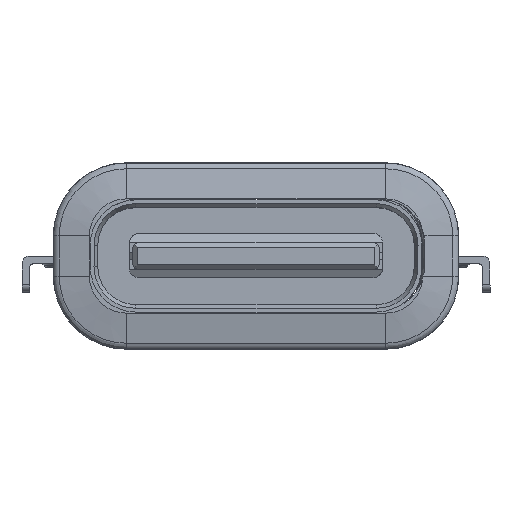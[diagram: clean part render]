
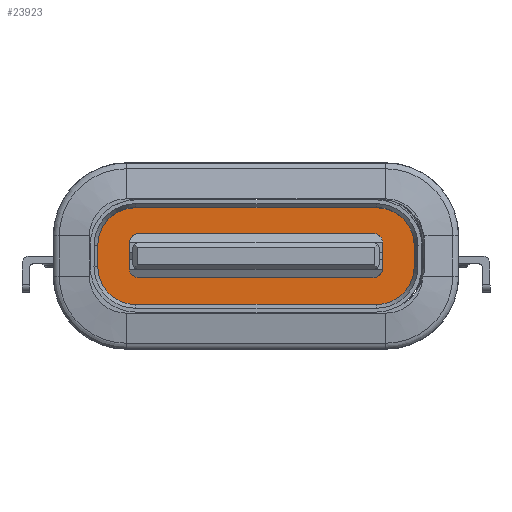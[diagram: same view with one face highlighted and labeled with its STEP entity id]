
A CAD part, top view. The second image highlights one B-rep face of the part: STEP entity #23923.
In plain terms, the highlighted planar face has unit normal (0, 0, 1).
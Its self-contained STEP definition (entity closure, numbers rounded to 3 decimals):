
#76 = FACE_BOUND ( 'NONE', #11936, .T. ) ;
#278 = CARTESIAN_POINT ( 'NONE',  ( -4.175, -0.28, -4.7 ) ) ;
#651 = AXIS2_PLACEMENT_3D ( 'NONE', #24438, #5165, #13770 ) ;
#711 = VECTOR ( 'NONE', #19885, 1000. ) ;
#843 = EDGE_CURVE ( 'NONE', #27756, #5212, #24147, .T. ) ;
#882 = CARTESIAN_POINT ( 'NONE',  ( 3.08, -0.566, -4.7 ) ) ;
#1030 = CARTESIAN_POINT ( 'NONE',  ( -3.08, -0.296, -4.7 ) ) ;
#1038 = VERTEX_POINT ( 'NONE', #25778 ) ;
#1221 = CARTESIAN_POINT ( 'NONE',  ( 4.175, 0.28, -4.7 ) ) ;
#1632 = CARTESIAN_POINT ( 'NONE',  ( 3.175, 0.28, -4.7 ) ) ;
#1865 = EDGE_CURVE ( 'NONE', #9519, #1038, #21636, .T. ) ;
#2024 = VERTEX_POINT ( 'NONE', #3299 ) ;
#2197 = PLANE ( 'NONE',  #21015 ) ;
#2537 = DIRECTION ( 'NONE',  ( 1., 0., 0. ) ) ;
#2845 = DIRECTION ( 'NONE',  ( 0., -1., 0. ) ) ;
#2920 = CIRCLE ( 'NONE', #651, 0.27 ) ;
#2952 = EDGE_CURVE ( 'NONE', #9677, #24363, #17166, .T. ) ;
#2995 = DIRECTION ( 'NONE',  ( 0., 0., 1. ) ) ;
#3120 = CARTESIAN_POINT ( 'NONE',  ( -3.08, 0.6, -4.7 ) ) ;
#3299 = CARTESIAN_POINT ( 'NONE',  ( -3.175, 1.28, -4.7 ) ) ;
#3323 = VERTEX_POINT ( 'NONE', #13488 ) ;
#3334 = LINE ( 'NONE', #1221, #17071 ) ;
#3874 = DIRECTION ( 'NONE',  ( 0., 0., 1. ) ) ;
#4173 = VERTEX_POINT ( 'NONE', #9091 ) ;
#4285 = CARTESIAN_POINT ( 'NONE',  ( 3.175, 1.28, -4.7 ) ) ;
#4586 = CARTESIAN_POINT ( 'NONE',  ( -3.08, 0.33, -4.7 ) ) ;
#4655 = VECTOR ( 'NONE', #22264, 1000. ) ;
#4799 = ORIENTED_EDGE ( 'NONE', *, *, #13654, .F. ) ;
#4827 = EDGE_CURVE ( 'NONE', #14925, #27756, #19743, .T. ) ;
#5165 = DIRECTION ( 'NONE',  ( 0., 0., -1. ) ) ;
#5212 = VERTEX_POINT ( 'NONE', #23076 ) ;
#5283 = AXIS2_PLACEMENT_3D ( 'NONE', #4586, #17681, #13183 ) ;
#5451 = DIRECTION ( 'NONE',  ( 1., 0., 0. ) ) ;
#5683 = ORIENTED_EDGE ( 'NONE', *, *, #19679, .T. ) ;
#5731 = ORIENTED_EDGE ( 'NONE', *, *, #843, .T. ) ;
#6381 = DIRECTION ( 'NONE',  ( 0., 1., 0. ) ) ;
#6735 = VECTOR ( 'NONE', #25856, 1000. ) ;
#6740 = VERTEX_POINT ( 'NONE', #4285 ) ;
#6741 = CARTESIAN_POINT ( 'NONE',  ( 3.35, -0.296, -4.7 ) ) ;
#6974 = DIRECTION ( 'NONE',  ( 0., 1., 0. ) ) ;
#7009 = AXIS2_PLACEMENT_3D ( 'NONE', #7223, #2995, #2845 ) ;
#7145 = CARTESIAN_POINT ( 'NONE',  ( -3.08, 0.6, -4.7 ) ) ;
#7223 = CARTESIAN_POINT ( 'NONE',  ( 3.175, -0.28, -4.7 ) ) ;
#7512 = DIRECTION ( 'NONE',  ( 0., -1., 0. ) ) ;
#7705 = VERTEX_POINT ( 'NONE', #7145 ) ;
#7958 = VERTEX_POINT ( 'NONE', #882 ) ;
#8015 = AXIS2_PLACEMENT_3D ( 'NONE', #1030, #18226, #7512 ) ;
#8205 = DIRECTION ( 'NONE',  ( 0., 0., -1. ) ) ;
#8294 = VECTOR ( 'NONE', #2537, 1000. ) ;
#8511 = DIRECTION ( 'NONE',  ( 0., 0., 1. ) ) ;
#8820 = CARTESIAN_POINT ( 'NONE',  ( -3.35, -0.296, -4.7 ) ) ;
#8925 = DIRECTION ( 'NONE',  ( -1., 0., 0. ) ) ;
#9091 = CARTESIAN_POINT ( 'NONE',  ( 3.175, -1.28, -4.7 ) ) ;
#9151 = CARTESIAN_POINT ( 'NONE',  ( -3.175, 1.28, -4.7 ) ) ;
#9164 = CIRCLE ( 'NONE', #20881, 1. ) ;
#9354 = EDGE_CURVE ( 'NONE', #4173, #3323, #23194, .T. ) ;
#9519 = VERTEX_POINT ( 'NONE', #19741 ) ;
#9677 = VERTEX_POINT ( 'NONE', #27109 ) ;
#9821 = EDGE_CURVE ( 'NONE', #5212, #7705, #17418, .T. ) ;
#10411 = ORIENTED_EDGE ( 'NONE', *, *, #1865, .T. ) ;
#10504 = EDGE_CURVE ( 'NONE', #2024, #6740, #11293, .T. ) ;
#10656 = EDGE_CURVE ( 'NONE', #2024, #20313, #14211, .T. ) ;
#10914 = CARTESIAN_POINT ( 'NONE',  ( -3.175, -0.28, -4.7 ) ) ;
#11293 = LINE ( 'NONE', #9151, #8294 ) ;
#11443 = ORIENTED_EDGE ( 'NONE', *, *, #9354, .T. ) ;
#11602 = EDGE_CURVE ( 'NONE', #7705, #24260, #22387, .T. ) ;
#11625 = VECTOR ( 'NONE', #5451, 1000. ) ;
#11647 = ORIENTED_EDGE ( 'NONE', *, *, #4827, .T. ) ;
#11936 = EDGE_LOOP ( 'NONE', ( #19844, #15246, #27538, #27431, #22411, #17758, #11647, #5731 ) ) ;
#12254 = CARTESIAN_POINT ( 'NONE',  ( -3.175, 0.28, -4.7 ) ) ;
#12620 = DIRECTION ( 'NONE',  ( 1., 0., 0. ) ) ;
#12901 = EDGE_CURVE ( 'NONE', #14925, #7958, #20365, .T. ) ;
#13016 = ORIENTED_EDGE ( 'NONE', *, *, #10504, .F. ) ;
#13091 = DIRECTION ( 'NONE',  ( 0., 1., 0. ) ) ;
#13183 = DIRECTION ( 'NONE',  ( -1., 0., 0. ) ) ;
#13488 = CARTESIAN_POINT ( 'NONE',  ( 4.175, -0.28, -4.7 ) ) ;
#13654 = EDGE_CURVE ( 'NONE', #21694, #3323, #3334, .T. ) ;
#13770 = DIRECTION ( 'NONE',  ( 1., 0., 0. ) ) ;
#13916 = DIRECTION ( 'NONE',  ( 0., -1., 0. ) ) ;
#13973 = DIRECTION ( 'NONE',  ( 0., 0., 1. ) ) ;
#14211 = CIRCLE ( 'NONE', #14657, 1. ) ;
#14657 = AXIS2_PLACEMENT_3D ( 'NONE', #12254, #13973, #16471 ) ;
#14864 = EDGE_LOOP ( 'NONE', ( #5683, #13016, #24054, #23824, #10411, #23378, #11443, #4799 ) ) ;
#14925 = VERTEX_POINT ( 'NONE', #22006 ) ;
#15246 = ORIENTED_EDGE ( 'NONE', *, *, #11602, .T. ) ;
#15388 = CARTESIAN_POINT ( 'NONE',  ( 3.175, -1.28, -4.7 ) ) ;
#15704 = DIRECTION ( 'NONE',  ( 0., 0., 1. ) ) ;
#16308 = CARTESIAN_POINT ( 'NONE',  ( 3.08, 0.6, -4.7 ) ) ;
#16471 = DIRECTION ( 'NONE',  ( 0., 1., 0. ) ) ;
#17071 = VECTOR ( 'NONE', #13916, 1000. ) ;
#17166 = LINE ( 'NONE', #6741, #23287 ) ;
#17398 = CARTESIAN_POINT ( 'NONE',  ( -4.175, 0.28, -4.7 ) ) ;
#17418 = CIRCLE ( 'NONE', #5283, 0.27 ) ;
#17681 = DIRECTION ( 'NONE',  ( 0., 0., -1. ) ) ;
#17758 = ORIENTED_EDGE ( 'NONE', *, *, #12901, .F. ) ;
#18226 = DIRECTION ( 'NONE',  ( 0., 0., -1. ) ) ;
#18772 = EDGE_CURVE ( 'NONE', #24260, #24363, #25303, .T. ) ;
#18956 = CARTESIAN_POINT ( 'NONE',  ( 3.08, 0.33, -4.7 ) ) ;
#19679 = EDGE_CURVE ( 'NONE', #21694, #6740, #9164, .T. ) ;
#19741 = CARTESIAN_POINT ( 'NONE',  ( -4.175, -0.28, -4.7 ) ) ;
#19743 = CIRCLE ( 'NONE', #8015, 0.27 ) ;
#19844 = ORIENTED_EDGE ( 'NONE', *, *, #9821, .T. ) ;
#19885 = DIRECTION ( 'NONE',  ( 1., 0., 0. ) ) ;
#20091 = EDGE_CURVE ( 'NONE', #9677, #7958, #2920, .T. ) ;
#20313 = VERTEX_POINT ( 'NONE', #17398 ) ;
#20365 = LINE ( 'NONE', #26789, #11625 ) ;
#20783 = DIRECTION ( 'NONE',  ( 1., 0., 0. ) ) ;
#20881 = AXIS2_PLACEMENT_3D ( 'NONE', #1632, #3874, #20783 ) ;
#21015 = AXIS2_PLACEMENT_3D ( 'NONE', #23862, #8511, #12620 ) ;
#21636 = CIRCLE ( 'NONE', #23431, 1. ) ;
#21694 = VERTEX_POINT ( 'NONE', #23936 ) ;
#22006 = CARTESIAN_POINT ( 'NONE',  ( -3.08, -0.566, -4.7 ) ) ;
#22264 = DIRECTION ( 'NONE',  ( -1., 0., 0. ) ) ;
#22387 = LINE ( 'NONE', #3120, #711 ) ;
#22411 = ORIENTED_EDGE ( 'NONE', *, *, #20091, .T. ) ;
#23076 = CARTESIAN_POINT ( 'NONE',  ( -3.35, 0.33, -4.7 ) ) ;
#23194 = CIRCLE ( 'NONE', #7009, 1. ) ;
#23286 = FACE_OUTER_BOUND ( 'NONE', #14864, .T. ) ;
#23287 = VECTOR ( 'NONE', #13091, 1000. ) ;
#23378 = ORIENTED_EDGE ( 'NONE', *, *, #25032, .F. ) ;
#23431 = AXIS2_PLACEMENT_3D ( 'NONE', #10914, #15704, #8925 ) ;
#23625 = LINE ( 'NONE', #278, #6735 ) ;
#23824 = ORIENTED_EDGE ( 'NONE', *, *, #26598, .F. ) ;
#23862 = CARTESIAN_POINT ( 'NONE',  ( 0., 0., -4.7 ) ) ;
#23880 = CARTESIAN_POINT ( 'NONE',  ( -3.35, -0.296, -4.7 ) ) ;
#23923 = ADVANCED_FACE ( 'NONE', ( #76, #23286 ), #2197, .T. ) ;
#23936 = CARTESIAN_POINT ( 'NONE',  ( 4.175, 0.28, -4.7 ) ) ;
#24054 = ORIENTED_EDGE ( 'NONE', *, *, #10656, .T. ) ;
#24147 = LINE ( 'NONE', #23880, #26021 ) ;
#24234 = LINE ( 'NONE', #15388, #4655 ) ;
#24260 = VERTEX_POINT ( 'NONE', #16308 ) ;
#24363 = VERTEX_POINT ( 'NONE', #27660 ) ;
#24438 = CARTESIAN_POINT ( 'NONE',  ( 3.08, -0.296, -4.7 ) ) ;
#25032 = EDGE_CURVE ( 'NONE', #4173, #1038, #24234, .T. ) ;
#25285 = AXIS2_PLACEMENT_3D ( 'NONE', #18956, #8205, #6381 ) ;
#25303 = CIRCLE ( 'NONE', #25285, 0.27 ) ;
#25778 = CARTESIAN_POINT ( 'NONE',  ( -3.175, -1.28, -4.7 ) ) ;
#25856 = DIRECTION ( 'NONE',  ( 0., 1., 0. ) ) ;
#26021 = VECTOR ( 'NONE', #6974, 1000. ) ;
#26598 = EDGE_CURVE ( 'NONE', #9519, #20313, #23625, .T. ) ;
#26789 = CARTESIAN_POINT ( 'NONE',  ( -3.08, -0.566, -4.7 ) ) ;
#27109 = CARTESIAN_POINT ( 'NONE',  ( 3.35, -0.296, -4.7 ) ) ;
#27431 = ORIENTED_EDGE ( 'NONE', *, *, #2952, .F. ) ;
#27538 = ORIENTED_EDGE ( 'NONE', *, *, #18772, .T. ) ;
#27660 = CARTESIAN_POINT ( 'NONE',  ( 3.35, 0.33, -4.7 ) ) ;
#27756 = VERTEX_POINT ( 'NONE', #8820 ) ;
